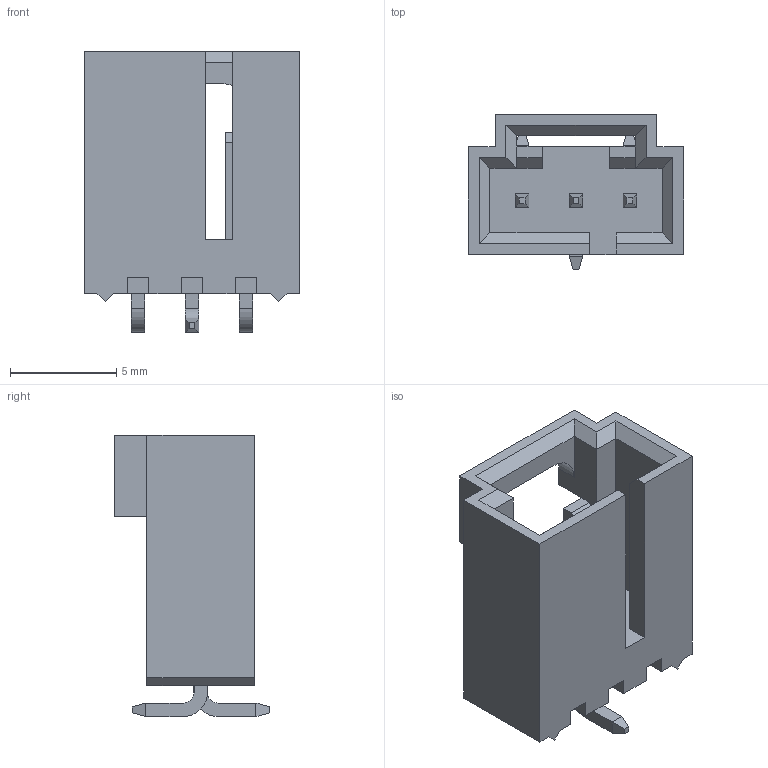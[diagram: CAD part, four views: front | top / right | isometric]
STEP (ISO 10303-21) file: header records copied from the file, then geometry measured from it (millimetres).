
FILE_DESCRIPTION((''),'2;1');
FILE_NAME('740991003','2015-07-17T',('me'),(''),'PRO/ENGINEER BY PARAMETRIC TECHNOLOGY CORPORATION, 2012230','PRO/ENGINEER BY PARAMETRIC TECHNOLOGY CORPORATION, 2012230','');
FILE_SCHEMA(('CONFIG_CONTROL_DESIGN'));
Length unit declared in the file: inch
Products named in the file (1): 740991003
Bounding box: 10.16 x 7.3 x 13.26 mm (x, y, z)
Volume: 346.6 mm3; surface area: 725.1 mm2
Topology: 1 solids, 1 shells, 137 faces, 374 edges, 246 vertices
Faces by surface type: plane 129, cylinder 8
Entity records: 4240 total; most frequent: CARTESIAN_POINT 740, ORIENTED_EDGE 718, DIRECTION 666, EDGE_CURVE 359, VECTOR 358, LINE 358, VERTEX_POINT 228, AXIS2_PLACEMENT_3D 154
